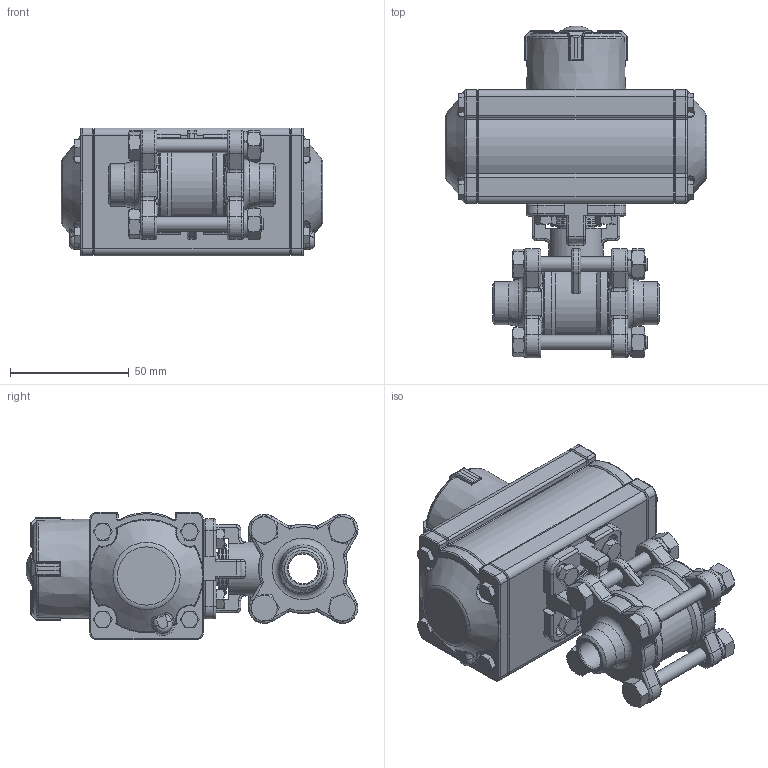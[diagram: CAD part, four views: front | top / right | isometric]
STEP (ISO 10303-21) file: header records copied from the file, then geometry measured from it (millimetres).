
FILE_DESCRIPTION(/* description */ ('Unknown'),/* implementation_level */ '2;1');
FILE_NAME(/* name */ 'DW01 9325-03',/* time_stamp */ '2022-11-08T12:21:36+01:00',/* author */ ('Unknown'),/* organization */ ('Unknown'),/* preprocessor_version */ 'ST-DEVELOPER v16.7',/* originating_system */ 'Solid Edge',/* authorisation */ 'Unknown');
FILE_SCHEMA (('AP242_MANAGED_MODEL_BASED_3D_ENGINEERING_MIM_LF { 1 0 10303 442 1 1 4 }','AUTOMOTIVE_DESIGN {1 0 10303 214 3 1 1}'));
Products named in the file (9): DW09-8.122.012; 8.122.012; DIN 933 M5x12 A2-70 BLK_EDST; DW01_(DW09); KP-35; cup head nib bolts with large head gb_GB_FASTENER_BOLT_CHNBW M6X25-N; ________(___________; _____________; ______
Assembly tree (13 placements, depth 3):
  DW09-8.122.012
    8.122.012
    DIN 933 M5x12 A2-70 BLK_EDST  x4
    DW01_(DW09)
      KP-35
      cup head nib bolts with large head gb_GB_FASTENER_BOLT_CHNBW M6X25-N
      ________(___________  x2
      _____________  x2
      ______
Bounding box: 110 x 139.65 x 53.8 mm (x, y, z)
Volume: 331790 mm3; surface area: 76553.9 mm2
Topology: 12 solids, 14 shells, 1803 faces, 4462 edges, 2694 vertices
Faces by surface type: plane 620, cylinder 476, bspline 333, cone 197, torus 168, sphere 9
Full cylindrical faces by diameter (mm): 1.8 x2, 3 x16, 3.3 x8, 4.2 x12, 4.66 x1, 5 x9, 6 x9, 6.2 x1, 7 x10, 8 x4, 8.8 x2, 9.7 x1, 11.9 x1, 12.5 x1, 12.9 x1, 15.7 x1, 16 x1, 18 x3, 19.6 x1, 20 x1, 21.2 x2, 23 x1, 27 x1, 27.5 x1, 37.5 x2, 38.5 x1
Entity records: 74379 total; most frequent: CARTESIAN_POINT 33641, ORIENTED_EDGE 7444, DIRECTION 6442, EDGE_CURVE 3722, AXIS2_PLACEMENT_3D 2477, VERTEX_POINT 2369, FACE_BOUND 1875, EDGE_LOOP 1857
